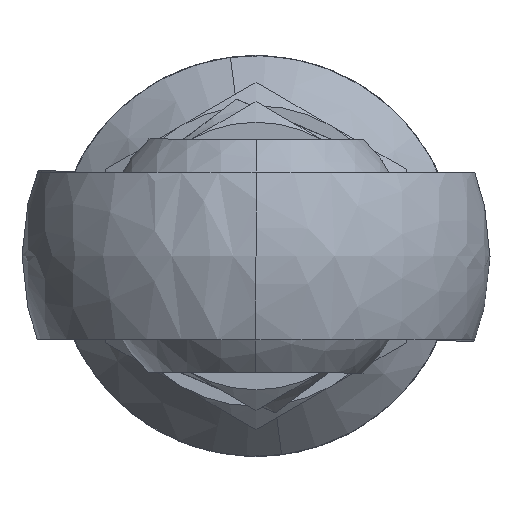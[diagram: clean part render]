
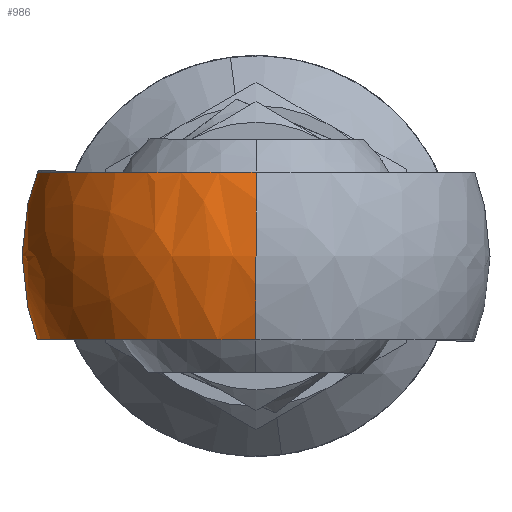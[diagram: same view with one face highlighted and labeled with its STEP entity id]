
A CAD part, front view. The second image highlights one B-rep face of the part: STEP entity #986.
In plain terms, the highlighted spherical face has radius 11.113 mm.
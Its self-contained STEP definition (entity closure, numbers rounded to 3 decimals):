
#75 = EDGE_CURVE ( 'NONE', #3151, #538, #4647, .T. ) ;
#197 = DIRECTION ( 'NONE',  ( 1., 0., 0. ) ) ;
#308 = EDGE_CURVE ( 'NONE', #1547, #538, #1544, .T. ) ;
#312 = FACE_OUTER_BOUND ( 'NONE', #331, .T. ) ;
#331 = EDGE_LOOP ( 'NONE', ( #1860, #2653, #3766, #4228 ) ) ;
#538 = VERTEX_POINT ( 'NONE', #825 ) ;
#657 = EDGE_CURVE ( 'NONE', #3262, #3151, #1768, .T. ) ;
#664 = DIRECTION ( 'NONE',  ( 0., 0., 1. ) ) ;
#824 = AXIS2_PLACEMENT_3D ( 'NONE', #2809, #197, #2394 ) ;
#825 = CARTESIAN_POINT ( 'NONE',  ( 0., 10.38, 3.969 ) ) ;
#888 = AXIS2_PLACEMENT_3D ( 'NONE', #3671, #1104, #3324 ) ;
#986 = ADVANCED_FACE ( 'Revolve2', ( #312 ), #2513, .T. ) ;
#1065 = CARTESIAN_POINT ( 'NONE',  ( 0., 0., 0. ) ) ;
#1104 = DIRECTION ( 'NONE',  ( 0., 0., 1. ) ) ;
#1544 = CIRCLE ( 'NONE', #824, 11.113 ) ;
#1547 = VERTEX_POINT ( 'NONE', #4809 ) ;
#1768 = CIRCLE ( 'NONE', #3467, 3.969 ) ;
#1829 = AXIS2_PLACEMENT_3D ( 'NONE', #3765, #4144, #1931 ) ;
#1860 = ORIENTED_EDGE ( 'NONE', *, *, #1904, .T. ) ;
#1904 = EDGE_CURVE ( 'NONE', #3262, #1547, #4166, .T. ) ;
#1931 = DIRECTION ( 'NONE',  ( 0., -1., 0. ) ) ;
#2394 = DIRECTION ( 'NONE',  ( 0., 0., -1. ) ) ;
#2499 = DIRECTION ( 'NONE',  ( -1., 0., 0. ) ) ;
#2513 = SPHERICAL_SURFACE ( 'NONE', #4828, 11.113 ) ;
#2653 = ORIENTED_EDGE ( 'NONE', *, *, #308, .T. ) ;
#2809 = CARTESIAN_POINT ( 'NONE',  ( 0., 0., 0. ) ) ;
#3026 = CARTESIAN_POINT ( 'NONE',  ( 0., -10.38, -3.969 ) ) ;
#3151 = VERTEX_POINT ( 'NONE', #4322 ) ;
#3262 = VERTEX_POINT ( 'NONE', #3026 ) ;
#3324 = DIRECTION ( 'NONE',  ( 0., -1., 0. ) ) ;
#3467 = AXIS2_PLACEMENT_3D ( 'NONE', #3987, #3614, #664 ) ;
#3614 = DIRECTION ( 'NONE',  ( 0., -1., 0. ) ) ;
#3671 = CARTESIAN_POINT ( 'NONE',  ( 0., 0., 3.969 ) ) ;
#3765 = CARTESIAN_POINT ( 'NONE',  ( 0., 0., -3.969 ) ) ;
#3766 = ORIENTED_EDGE ( 'NONE', *, *, #75, .F. ) ;
#3987 = CARTESIAN_POINT ( 'NONE',  ( 0., -10.38, 0. ) ) ;
#4144 = DIRECTION ( 'NONE',  ( 0., 0., 1. ) ) ;
#4166 = CIRCLE ( 'NONE', #1829, 10.38 ) ;
#4228 = ORIENTED_EDGE ( 'NONE', *, *, #657, .F. ) ;
#4322 = CARTESIAN_POINT ( 'NONE',  ( 0., -10.38, 3.969 ) ) ;
#4647 = CIRCLE ( 'NONE', #888, 10.38 ) ;
#4791 = DIRECTION ( 'NONE',  ( 0., 1., 0. ) ) ;
#4809 = CARTESIAN_POINT ( 'NONE',  ( 0., 10.38, -3.969 ) ) ;
#4828 = AXIS2_PLACEMENT_3D ( 'NONE', #1065, #2499, #4791 ) ;
